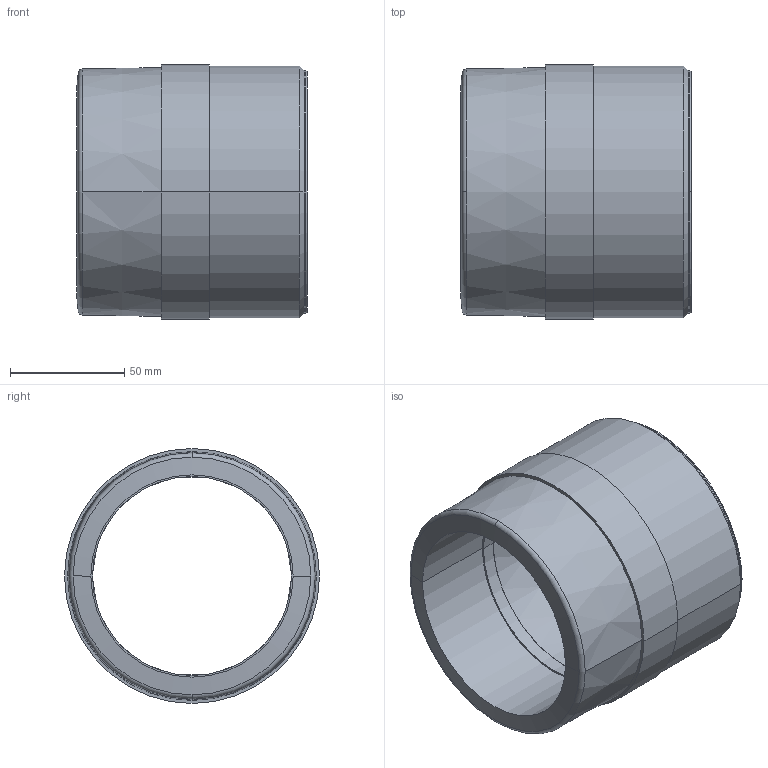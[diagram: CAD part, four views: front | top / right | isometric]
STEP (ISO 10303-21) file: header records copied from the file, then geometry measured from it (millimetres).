
FILE_DESCRIPTION(('STEP AP214'),'1');
FILE_NAME('rim110090.stp','2018-02-12T13:29:38',('TraceParts'),('TraceParts S.A.'),'Spatial InterOp 3D',' ',' ');
FILE_SCHEMA(('automotive_design'));
Length unit declared in the file: millimetre
Products named in the file (1): rim110090
Bounding box: 101 x 111.5 x 111.5 mm (x, y, z)
Volume: 333058.2 mm3; surface area: 68855.1 mm2
Topology: 1 solids, 1 shells, 27 faces, 61 edges, 39 vertices
Faces by surface type: cylinder 10, cone 8, plane 5, torus 4
Entity records: 1022 total; most frequent: DIRECTION 160, CARTESIAN_POINT 128, ORIENTED_EDGE 122, AXIS2_PLACEMENT_3D 71, EDGE_CURVE 61, CIRCLE 43, VERTEX_POINT 39, EDGE_LOOP 32
